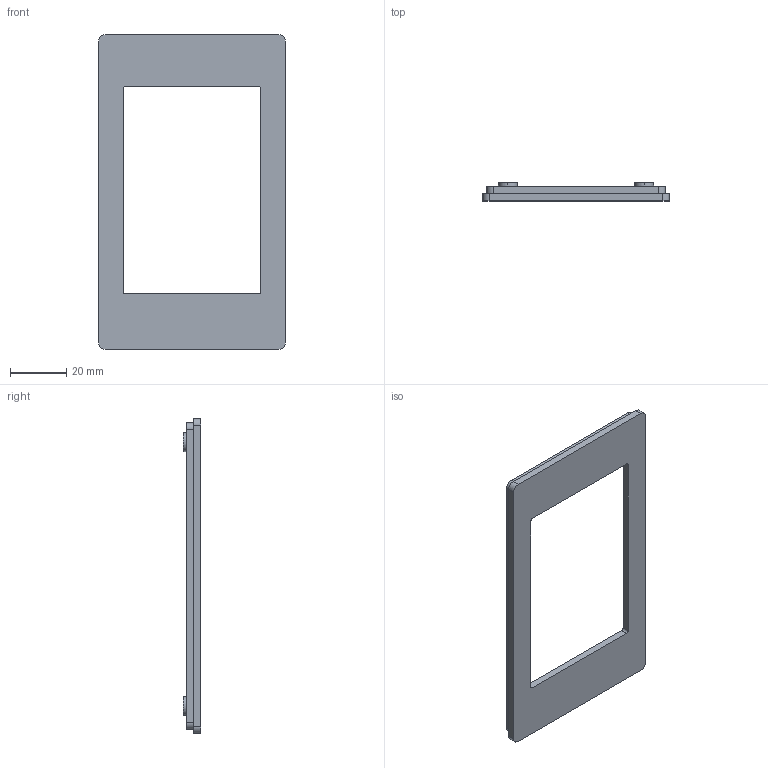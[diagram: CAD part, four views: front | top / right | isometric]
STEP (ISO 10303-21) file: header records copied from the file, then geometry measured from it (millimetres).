
FILE_DESCRIPTION (( 'STEP AP214' ), '1' );
FILE_NAME ('1006315GCover-ModFor3DPrintNextIon.stp', '2020-09-28T15:08:02', ( '' ), ( '' ), 'SwSTEP 2.0', 'SolidWorks 2019', '' );
FILE_SCHEMA (( 'AUTOMOTIVE_DESIGN' ));
Length unit declared in the file: inch
Products named in the file (1): 1006315GCover-ModFor3DPrintNextIon
Bounding box: 66.55 x 6.39 x 112.2 mm (x, y, z)
Volume: 11363.7 mm3; surface area: 11489.9 mm2
Topology: 1 solids, 1 shells, 60 faces, 144 edges, 96 vertices
Faces by surface type: cylinder 32, plane 28
Entity records: 1816 total; most frequent: DIRECTION 330, CARTESIAN_POINT 301, ORIENTED_EDGE 288, EDGE_CURVE 144, AXIS2_PLACEMENT_3D 125, VERTEX_POINT 96, VECTOR 80, LINE 80
